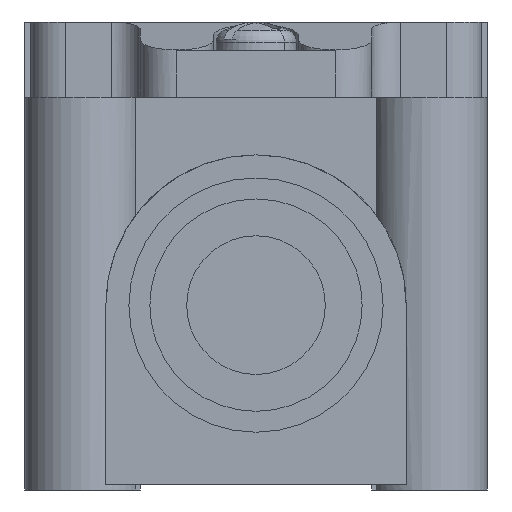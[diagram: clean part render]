
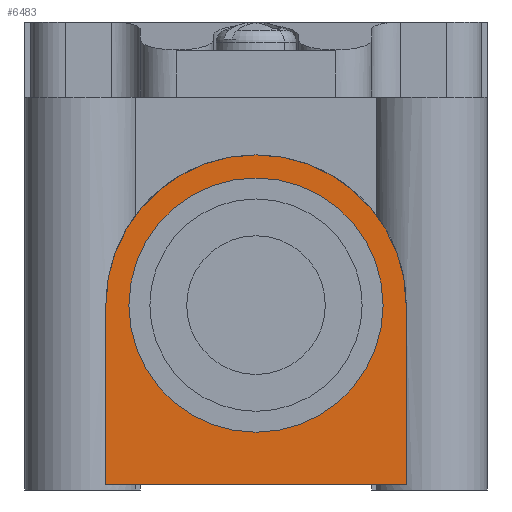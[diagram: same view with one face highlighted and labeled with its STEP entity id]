
A CAD part, front view. The second image highlights one B-rep face of the part: STEP entity #6483.
In plain terms, the highlighted planar face has unit normal (0, -1, 0).
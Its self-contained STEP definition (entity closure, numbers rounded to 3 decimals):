
#6213=CARTESIAN_POINT('POINT363',(13.,0.,-15.5));
#6214=VERTEX_POINT('VERTEX363',#6213);
#6221=CARTESIAN_POINT('POINT364',(-13.,0.,-15.5));
#6222=VERTEX_POINT('VERTEX364',#6221);
#6223=CARTESIAN_POINT('POS568',(0.,0.,-15.5));
#6224=DIRECTION('DIR816',(1.,0.,0.));
#6225=VECTOR('VEC320',#6224,1.);
#6226=LINE('STRAIGHT320',#6223,#6225);
#6227=EDGE_CURVE('EDGE553',#6222,#6214,#6226,.T.);
#6253=CARTESIAN_POINT('POINT366',(11.,0.,
   0.));
#6254=VERTEX_POINT('VERTEX366',#6253);
#6261=CARTESIAN_POINT('POINT367',(-11.,0.,
   0.));
#6262=VERTEX_POINT('VERTEX367',#6261);
#6263=CARTESIAN_POINT('POS573',(0.,0.,0.)
   );
#6264=DIRECTION('DIR823',(0.,1.,0.));
#6265=DIRECTION('DIR824',(1.,0.,0.));
#6266=AXIS2_PLACEMENT_3D('AXIS251',#6263,#6264,#6265);
#6267=CIRCLE('ELLIPSE110',#6266,11.);
#6268=EDGE_CURVE('EDGE557',#6262,#6254,#6267,.T.);
#6288=EDGE_CURVE('EDGE559',#6254,#6262,#6267,.T.);
#6302=CARTESIAN_POINT('POINT369',(-13.,0.,
   0.));
#6303=VERTEX_POINT('VERTEX369',#6302);
#6304=CARTESIAN_POINT('POS577',(-13.,0.,0.
   ));
#6305=DIRECTION('DIR829',(0.,0.,-1.));
#6306=VECTOR('VEC325',#6305,1.);
#6307=LINE('STRAIGHT325',#6304,#6306);
#6308=EDGE_CURVE('EDGE561',#6303,#6222,#6307,.T.);
#6435=CARTESIAN_POINT('POINT374',(13.,0.,
   0.));
#6436=VERTEX_POINT('VERTEX374',#6435);
#6443=CARTESIAN_POINT('POS586',(13.,0.,-15.5));
#6444=DIRECTION('DIR842',(0.,0.,1.));
#6445=VECTOR('VEC330',#6444,1.);
#6446=LINE('STRAIGHT330',#6443,#6445);
#6447=EDGE_CURVE('EDGE571',#6214,#6436,#6446,.T.);
#6458=ORIENTED_EDGE('COEDGE1132',*,*,#6288,.T.);
#6459=ORIENTED_EDGE('COEDGE1133',*,*,#6268,.T.);
#6460=EDGE_LOOP('NONE',(#6458,#6459));
#6461=FACE_BOUND('LOOP1',#6460,.T.);
#6462=ORIENTED_EDGE('COEDGE1134',*,*,#6227,.T.);
#6463=ORIENTED_EDGE('COEDGE1135',*,*,#6447,.T.);
#6464=CARTESIAN_POINT('POINT375',(0.,
   0.,13.));
#6465=VERTEX_POINT('VERTEX375',#6464);
#6466=CARTESIAN_POINT('POS588',(0.,
   0.,0.));
#6467=DIRECTION('DIR845',(0.,-1.,0.));
#6468=DIRECTION('DIR846',(1.,0.,
   0.));
#6469=AXIS2_PLACEMENT_3D('AXIS258',#6466,#6467,#6468);
#6470=CIRCLE('ELLIPSE112',#6469,13.);
#6471=EDGE_CURVE('EDGE572',#6436,#6465,#6470,.T.);
#6472=ORIENTED_EDGE('COEDGE1136',*,*,#6471,.T.);
#6473=EDGE_CURVE('EDGE573',#6465,#6303,#6470,.T.);
#6474=ORIENTED_EDGE('COEDGE1137',*,*,#6473,.T.);
#6475=ORIENTED_EDGE('COEDGE1138',*,*,#6308,.T.);
#6476=EDGE_LOOP('NONE',(#6462,#6463,#6472,#6474,#6475));
#6477=FACE_BOUND('LOOP1',#6476,.T.);
#6478=CARTESIAN_POINT('POS589',(0.,
   0.,-3.194));
#6479=DIRECTION('DIR847',(0.,-1.,0.));
#6480=DIRECTION('DIR848',(1.,0.,0.));
#6481=AXIS2_PLACEMENT_3D('AXIS259',#6478,#6479,#6480);
#6482=PLANE('PLANE109',#6481);
#6483=ADVANCED_FACE('FACE209',(#6461,#6477),#6482,.T.);
